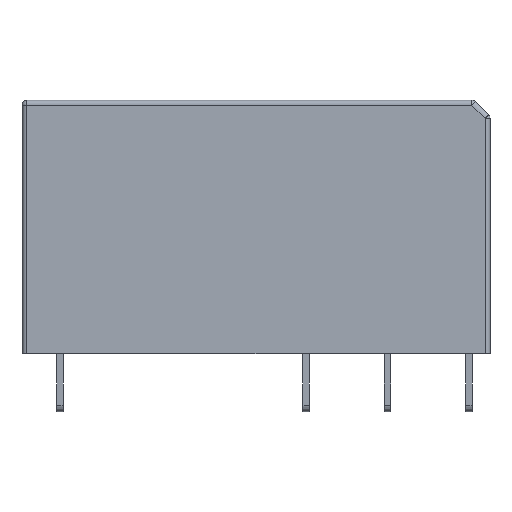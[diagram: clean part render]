
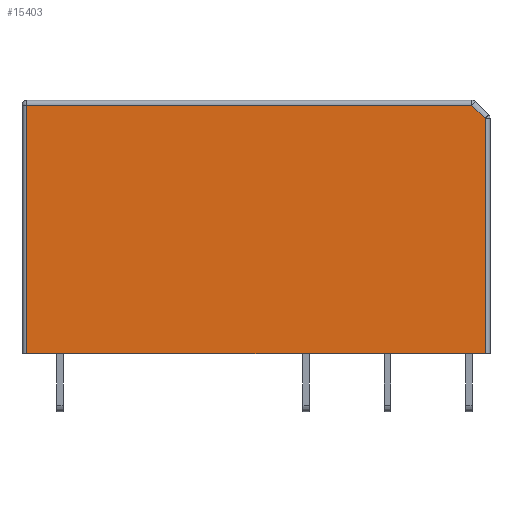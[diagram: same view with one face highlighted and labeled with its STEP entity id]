
A CAD part, front view. The second image highlights one B-rep face of the part: STEP entity #15403.
In plain terms, the highlighted planar face has unit normal (0, -1, 0).
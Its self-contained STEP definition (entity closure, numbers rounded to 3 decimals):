
#568 = CARTESIAN_POINT ( 'NONE',  ( -14.5, -6.35, 0. ) ) ;
#821 = EDGE_CURVE ( 'NONE', #3387, #8534, #9962, .T. ) ;
#1298 = CARTESIAN_POINT ( 'NONE',  ( -14.5, -6.35, 15.4 ) ) ;
#1374 = DIRECTION ( 'NONE',  ( 0., 0., -1. ) ) ;
#1554 = LINE ( 'NONE', #6650, #16204 ) ;
#1560 = CARTESIAN_POINT ( 'NONE',  ( -14.5, -6.35, 15.7 ) ) ;
#1986 = DIRECTION ( 'NONE',  ( 0., 0., 1. ) ) ;
#2057 = VERTEX_POINT ( 'NONE', #14120 ) ;
#2245 = EDGE_CURVE ( 'NONE', #6393, #14135, #5994, .T. ) ;
#2999 = LINE ( 'NONE', #568, #11606 ) ;
#3364 = ORIENTED_EDGE ( 'NONE', *, *, #10973, .T. ) ;
#3387 = VERTEX_POINT ( 'NONE', #8517 ) ;
#3786 = FACE_OUTER_BOUND ( 'NONE', #16432, .T. ) ;
#4798 = CARTESIAN_POINT ( 'NONE',  ( 14.2, -6.35, 0. ) ) ;
#4967 = VECTOR ( 'NONE', #1986, 1000. ) ;
#5011 = DIRECTION ( 'NONE',  ( -0.707, 0., 0.707 ) ) ;
#5112 = AXIS2_PLACEMENT_3D ( 'NONE', #1560, #15274, #8888 ) ;
#5261 = EDGE_CURVE ( 'NONE', #14135, #3387, #10256, .T. ) ;
#5994 = LINE ( 'NONE', #6083, #4967 ) ;
#6011 = VECTOR ( 'NONE', #5011, 1000. ) ;
#6083 = CARTESIAN_POINT ( 'NONE',  ( 14.2, -6.35, 15.7 ) ) ;
#6334 = PLANE ( 'NONE',  #5112 ) ;
#6393 = VERTEX_POINT ( 'NONE', #4798 ) ;
#6650 = CARTESIAN_POINT ( 'NONE',  ( -14.2, -6.35, 15.7 ) ) ;
#8094 = DIRECTION ( 'NONE',  ( 1., 0., 0. ) ) ;
#8517 = CARTESIAN_POINT ( 'NONE',  ( 13.376, -6.35, 15.4 ) ) ;
#8534 = VERTEX_POINT ( 'NONE', #11793 ) ;
#8888 = DIRECTION ( 'NONE',  ( 0., 0., 1. ) ) ;
#9962 = LINE ( 'NONE', #1298, #11860 ) ;
#10256 = LINE ( 'NONE', #16389, #6011 ) ;
#10745 = ORIENTED_EDGE ( 'NONE', *, *, #2245, .T. ) ;
#10973 = EDGE_CURVE ( 'NONE', #8534, #2057, #1554, .T. ) ;
#11588 = EDGE_CURVE ( 'NONE', #2057, #6393, #2999, .T. ) ;
#11606 = VECTOR ( 'NONE', #8094, 1000. ) ;
#11793 = CARTESIAN_POINT ( 'NONE',  ( -14.2, -6.35, 15.4 ) ) ;
#11860 = VECTOR ( 'NONE', #13943, 1000. ) ;
#12505 = ORIENTED_EDGE ( 'NONE', *, *, #5261, .T. ) ;
#13518 = ORIENTED_EDGE ( 'NONE', *, *, #11588, .T. ) ;
#13943 = DIRECTION ( 'NONE',  ( -1., 0., 0. ) ) ;
#14120 = CARTESIAN_POINT ( 'NONE',  ( -14.2, -6.35, 0. ) ) ;
#14125 = ORIENTED_EDGE ( 'NONE', *, *, #821, .T. ) ;
#14135 = VERTEX_POINT ( 'NONE', #14450 ) ;
#14450 = CARTESIAN_POINT ( 'NONE',  ( 14.2, -6.35, 14.576 ) ) ;
#15274 = DIRECTION ( 'NONE',  ( 0., 1., 0. ) ) ;
#15403 = ADVANCED_FACE ( 'NONE', ( #3786 ), #6334, .F. ) ;
#16204 = VECTOR ( 'NONE', #1374, 1000. ) ;
#16389 = CARTESIAN_POINT ( 'NONE',  ( 13.288, -6.35, 15.488 ) ) ;
#16432 = EDGE_LOOP ( 'NONE', ( #14125, #3364, #13518, #10745, #12505 ) ) ;
